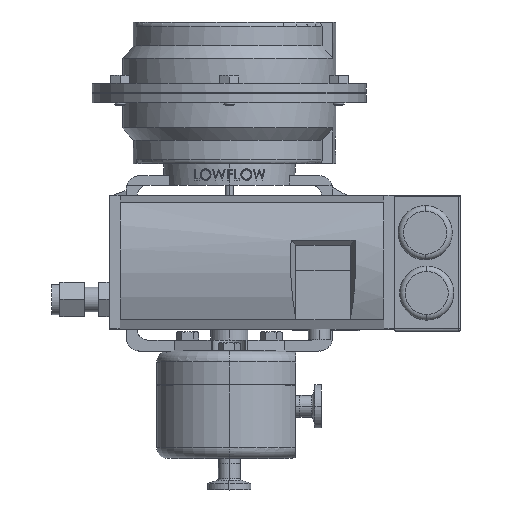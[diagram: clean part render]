
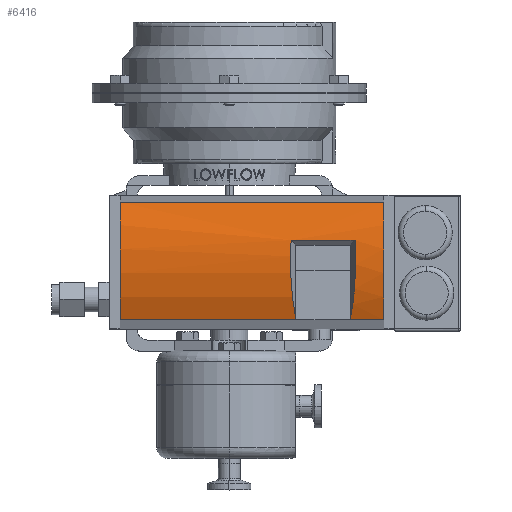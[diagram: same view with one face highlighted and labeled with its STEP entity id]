
A CAD part, top view. The second image highlights one B-rep face of the part: STEP entity #6416.
In plain terms, the highlighted cylindrical face has radius 89.534 mm (diameter 179.068 mm), a partial arc.
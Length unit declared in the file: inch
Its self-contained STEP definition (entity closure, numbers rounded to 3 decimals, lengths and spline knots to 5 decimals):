
#371 = CARTESIAN_POINT ( 'NONE',  ( 2.75614, 1.9598, 6.27494 ) ) ;
#483 = CARTESIAN_POINT ( 'NONE',  ( 1.40657, 3.77431, 6.50757 ) ) ;
#988 = DIRECTION ( 'NONE',  ( -1., 0., 0. ) ) ;
#1278 = EDGE_CURVE ( 'NONE', #13971, #5073, #10128, .T. ) ;
#1325 = DIRECTION ( 'NONE',  ( -1., 0., 0. ) ) ;
#1686 = LINE ( 'NONE', #10857, #10674 ) ;
#2255 = LINE ( 'NONE', #22603, #3016 ) ;
#2284 = CARTESIAN_POINT ( 'NONE',  ( 2.75614, 1.9598, 6.27494 ) ) ;
#2994 = CARTESIAN_POINT ( 'NONE',  ( -2.48652, 4.64011, 6.27494 ) ) ;
#3000 = CARTESIAN_POINT ( 'NONE',  ( 1.36742, 3.15595, 6.59155 ) ) ;
#3016 = VECTOR ( 'NONE', #22703, 39.37008 ) ;
#3559 = EDGE_CURVE ( 'NONE', #9017, #10564, #11152, .T. ) ;
#3704 = CARTESIAN_POINT ( 'NONE',  ( -2.48652, 3.29995, 3.01467 ) ) ;
#3917 = ORIENTED_EDGE ( 'NONE', *, *, #1278, .F. ) ;
#5002 = CIRCLE ( 'NONE', #24437, 3.52496 ) ;
#5073 = VERTEX_POINT ( 'NONE', #22621 ) ;
#5884 = VECTOR ( 'NONE', #10138, 39.37008 ) ;
#6272 = FACE_OUTER_BOUND ( 'NONE', #28573, .T. ) ;
#6416 = ADVANCED_FACE ( 'NONE', ( #6272 ), #21345, .T. ) ;
#6725 = EDGE_CURVE ( 'NONE', #5073, #13394, #10033, .T. ) ;
#7441 = ORIENTED_EDGE ( 'NONE', *, *, #28466, .T. ) ;
#7626 = CARTESIAN_POINT ( 'NONE',  ( 1.51505, 1.9598, 6.27494 ) ) ;
#8016 = DIRECTION ( 'NONE',  ( 1., 0., 0. ) ) ;
#8114 = CARTESIAN_POINT ( 'NONE',  ( 2.86462, 3.77431, 6.50757 ) ) ;
#8711 = ORIENTED_EDGE ( 'NONE', *, *, #16342, .F. ) ;
#9017 = VERTEX_POINT ( 'NONE', #18477 ) ;
#9211 = CARTESIAN_POINT ( 'NONE',  ( 3.51348, 4.64011, 6.27494 ) ) ;
#10033 = LINE ( 'NONE', #2994, #5884 ) ;
#10128 = CIRCLE ( 'NONE', #28028, 3.52496 ) ;
#10138 = DIRECTION ( 'NONE',  ( 1., 0., 0. ) ) ;
#10421 = ORIENTED_EDGE ( 'NONE', *, *, #6725, .F. ) ;
#10538 = DIRECTION ( 'NONE',  ( 0., -1., 0. ) ) ;
#10564 = VERTEX_POINT ( 'NONE', #14624 ) ;
#10674 = VECTOR ( 'NONE', #1325, 39.37008 ) ;
#10857 = CARTESIAN_POINT ( 'NONE',  ( -2.48652, 3.77431, 6.50757 ) ) ;
#10877 = EDGE_CURVE ( 'NONE', #29350, #13394, #5002, .T. ) ;
#11152 =( BOUNDED_CURVE ( )  B_SPLINE_CURVE ( 3, ( #7626, #24434, #3000, #483 ),
 .UNSPECIFIED., .F., .F. ) 
 B_SPLINE_CURVE_WITH_KNOTS ( ( 4, 4 ),
 ( 2.75159, 3.27657 ),
 .UNSPECIFIED. ) 
 CURVE ( )  GEOMETRIC_REPRESENTATION_ITEM ( )  RATIONAL_B_SPLINE_CURVE ( ( 1., 0.977, 0.977, 1. ) ) 
 REPRESENTATION_ITEM ( '' )  );
#11182 = CARTESIAN_POINT ( 'NONE',  ( -2.48652, 3.29995, 3.01467 ) ) ;
#11196 = ORIENTED_EDGE ( 'NONE', *, *, #14965, .T. ) ;
#12165 = AXIS2_PLACEMENT_3D ( 'NONE', #11182, #18545, #23186 ) ;
#13394 = VERTEX_POINT ( 'NONE', #9211 ) ;
#13971 = VERTEX_POINT ( 'NONE', #22526 ) ;
#14532 = VERTEX_POINT ( 'NONE', #8114 ) ;
#14624 = CARTESIAN_POINT ( 'NONE',  ( 1.40657, 3.77431, 6.50757 ) ) ;
#14965 = EDGE_CURVE ( 'NONE', #14532, #22907, #30423, .T. ) ;
#16189 = DIRECTION ( 'NONE',  ( -1., 0., 0. ) ) ;
#16342 = EDGE_CURVE ( 'NONE', #14532, #10564, #1686, .T. ) ;
#16956 = CARTESIAN_POINT ( 'NONE',  ( 2.86677, 2.53698, 6.51219 ) ) ;
#18477 = CARTESIAN_POINT ( 'NONE',  ( 1.51505, 1.9598, 6.27494 ) ) ;
#18537 = ORIENTED_EDGE ( 'NONE', *, *, #10877, .T. ) ;
#18545 = DIRECTION ( 'NONE',  ( 1., 0., 0. ) ) ;
#19530 = LINE ( 'NONE', #19754, #23691 ) ;
#19572 = CARTESIAN_POINT ( 'NONE',  ( 2.90378, 3.15595, 6.59155 ) ) ;
#19754 = CARTESIAN_POINT ( 'NONE',  ( -2.48652, 1.9598, 6.27494 ) ) ;
#21345 = CYLINDRICAL_SURFACE ( 'NONE', #12165, 3.52496 ) ;
#22526 = CARTESIAN_POINT ( 'NONE',  ( -2.48652, 1.9598, 6.27494 ) ) ;
#22603 = CARTESIAN_POINT ( 'NONE',  ( -2.48652, 1.9598, 6.27494 ) ) ;
#22621 = CARTESIAN_POINT ( 'NONE',  ( -2.48652, 4.64011, 6.27494 ) ) ;
#22703 = DIRECTION ( 'NONE',  ( 1., 0., 0. ) ) ;
#22907 = VERTEX_POINT ( 'NONE', #2284 ) ;
#23186 = DIRECTION ( 'NONE',  ( 0., 1., 0. ) ) ;
#23691 = VECTOR ( 'NONE', #8016, 39.37008 ) ;
#24224 = CARTESIAN_POINT ( 'NONE',  ( 2.86462, 3.77431, 6.50757 ) ) ;
#24434 = CARTESIAN_POINT ( 'NONE',  ( 1.40442, 2.53698, 6.51219 ) ) ;
#24437 = AXIS2_PLACEMENT_3D ( 'NONE', #25850, #16189, #26055 ) ;
#25850 = CARTESIAN_POINT ( 'NONE',  ( 3.51348, 3.29995, 3.01467 ) ) ;
#26055 = DIRECTION ( 'NONE',  ( 0., -1., 0. ) ) ;
#28028 = AXIS2_PLACEMENT_3D ( 'NONE', #3704, #988, #10538 ) ;
#28030 = EDGE_CURVE ( 'NONE', #22907, #29350, #19530, .T. ) ;
#28180 = ORIENTED_EDGE ( 'NONE', *, *, #28030, .T. ) ;
#28466 = EDGE_CURVE ( 'NONE', #13971, #9017, #2255, .T. ) ;
#28573 = EDGE_LOOP ( 'NONE', ( #8711, #11196, #28180, #18537, #10421, #3917, #7441, #30969 ) ) ;
#29350 = VERTEX_POINT ( 'NONE', #31095 ) ;
#30423 =( BOUNDED_CURVE ( )  B_SPLINE_CURVE ( 3, ( #24224, #19572, #16956, #371 ),
 .UNSPECIFIED., .F., .F. ) 
 B_SPLINE_CURVE_WITH_KNOTS ( ( 4, 4 ),
 ( 6.14821, 6.67319 ),
 .UNSPECIFIED. ) 
 CURVE ( )  GEOMETRIC_REPRESENTATION_ITEM ( )  RATIONAL_B_SPLINE_CURVE ( ( 1., 0.977, 0.977, 1. ) ) 
 REPRESENTATION_ITEM ( '' )  );
#30969 = ORIENTED_EDGE ( 'NONE', *, *, #3559, .T. ) ;
#31095 = CARTESIAN_POINT ( 'NONE',  ( 3.51348, 1.9598, 6.27494 ) ) ;
